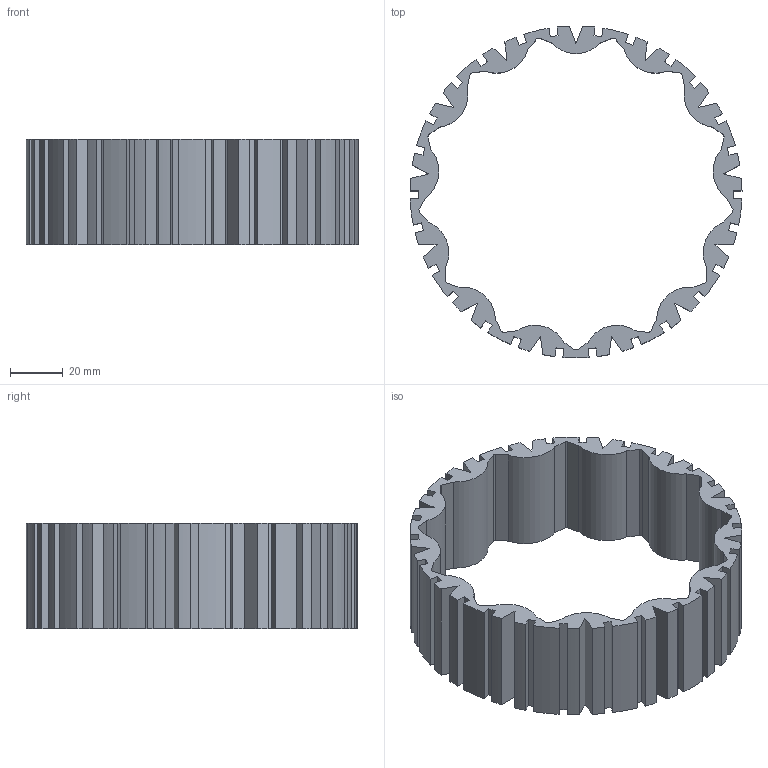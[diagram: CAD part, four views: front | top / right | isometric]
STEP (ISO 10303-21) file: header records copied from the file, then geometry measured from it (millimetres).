
FILE_DESCRIPTION(('FreeCAD Model'),'2;1');
FILE_NAME('Open CASCADE Shape Model','2023-07-20T08:37:48',('Author'),( ''),'Open CASCADE STEP processor 7.5','FreeCAD','Unknown');
FILE_SCHEMA(('AUTOMOTIVE_DESIGN { 1 0 10303 214 1 1 1 1 }'));
Length unit declared in the file: millimetre
Products named in the file (1): Tyre
Bounding box: 126 x 125.93 x 40 mm (x, y, z)
Volume: 91793.8 mm3; surface area: 48406.2 mm2
Topology: 1 solids, 1 shells, 197 faces, 585 edges, 390 vertices
Faces by surface type: plane 106, cylinder 65, bspline 26
Entity records: 15653 total; most frequent: CARTESIAN_POINT 2993, DIRECTION 1969, LINE 1235, VECTOR 1235, ORIENTED_EDGE 1170, PCURVE 1170, DEFINITIONAL_REPRESENTATION 1170, EDGE_CURVE 585
